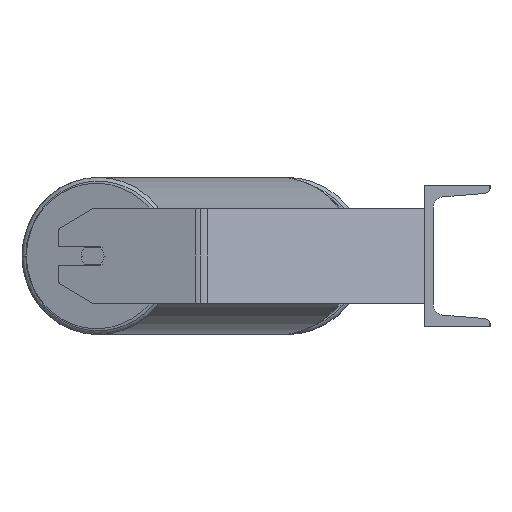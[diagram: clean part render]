
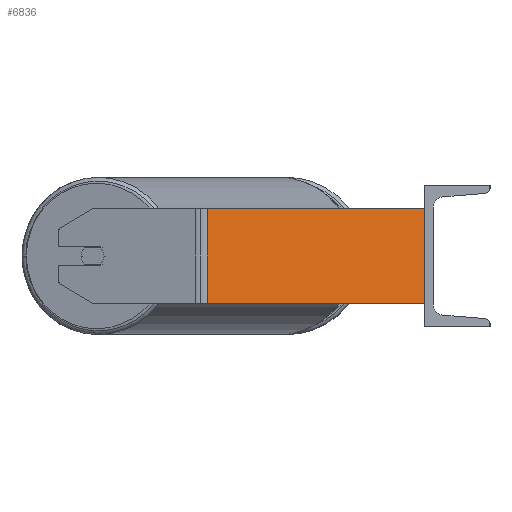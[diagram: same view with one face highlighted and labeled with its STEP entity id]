
A CAD part, left-side view. The second image highlights one B-rep face of the part: STEP entity #6836.
In plain terms, the highlighted planar face has unit normal (-0.94, -0.342, 0).
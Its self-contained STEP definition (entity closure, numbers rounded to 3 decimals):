
#118 = ORIENTED_EDGE ( 'NONE', *, *, #5648, .F. ) ;
#769 = CARTESIAN_POINT ( 'NONE',  ( -885., 0., 40. ) ) ;
#974 = VERTEX_POINT ( 'NONE', #7176 ) ;
#979 = ORIENTED_EDGE ( 'NONE', *, *, #9095, .T. ) ;
#1191 = ORIENTED_EDGE ( 'NONE', *, *, #2373, .F. ) ;
#1435 = DIRECTION ( 'NONE',  ( 0., 0., -1. ) ) ;
#1777 = DIRECTION ( 'NONE',  ( 0., 0., -1. ) ) ;
#1807 = EDGE_LOOP ( 'NONE', ( #979, #1191, #118, #3681 ) ) ;
#1999 = LINE ( 'NONE', #7136, #4091 ) ;
#2009 = EDGE_CURVE ( 'NONE', #4060, #974, #4484, .T. ) ;
#2289 = CARTESIAN_POINT ( 'NONE',  ( -953.728, 188.83, 40. ) ) ;
#2373 = EDGE_CURVE ( 'NONE', #2987, #8302, #5681, .T. ) ;
#2525 = CARTESIAN_POINT ( 'NONE',  ( -952.003, 184.089, 40. ) ) ;
#2987 = VERTEX_POINT ( 'NONE', #5774 ) ;
#3104 = LINE ( 'NONE', #2289, #8835 ) ;
#3155 = CARTESIAN_POINT ( 'NONE',  ( -953.728, 188.83, 40. ) ) ;
#3543 = PLANE ( 'NONE',  #6914 ) ;
#3612 = DIRECTION ( 'NONE',  ( 0.342, -0.94, 0. ) ) ;
#3681 = ORIENTED_EDGE ( 'NONE', *, *, #2009, .T. ) ;
#3690 = DIRECTION ( 'NONE',  ( 0.342, -0.94, 0. ) ) ;
#3779 = VECTOR ( 'NONE', #1777, 1000. ) ;
#4060 = VERTEX_POINT ( 'NONE', #5784 ) ;
#4091 = VECTOR ( 'NONE', #3612, 1000. ) ;
#4484 = LINE ( 'NONE', #2525, #3779 ) ;
#5510 = CARTESIAN_POINT ( 'NONE',  ( -885., 0., -40. ) ) ;
#5648 = EDGE_CURVE ( 'NONE', #4060, #2987, #3104, .T. ) ;
#5681 = LINE ( 'NONE', #769, #6170 ) ;
#5774 = CARTESIAN_POINT ( 'NONE',  ( -885., 0., 40. ) ) ;
#5784 = CARTESIAN_POINT ( 'NONE',  ( -952.003, 184.089, 40. ) ) ;
#6116 = DIRECTION ( 'NONE',  ( 0.94, 0.342, 0. ) ) ;
#6170 = VECTOR ( 'NONE', #1435, 1000. ) ;
#6411 = FACE_OUTER_BOUND ( 'NONE', #1807, .T. ) ;
#6836 = ADVANCED_FACE ( 'NONE', ( #6411 ), #3543, .F. ) ;
#6914 = AXIS2_PLACEMENT_3D ( 'NONE', #3155, #6116, #7424 ) ;
#7136 = CARTESIAN_POINT ( 'NONE',  ( -953.728, 188.83, -40. ) ) ;
#7176 = CARTESIAN_POINT ( 'NONE',  ( -952.003, 184.089, -40. ) ) ;
#7424 = DIRECTION ( 'NONE',  ( -0.342, 0.94, 0. ) ) ;
#8302 = VERTEX_POINT ( 'NONE', #5510 ) ;
#8835 = VECTOR ( 'NONE', #3690, 1000. ) ;
#9095 = EDGE_CURVE ( 'NONE', #974, #8302, #1999, .T. ) ;
